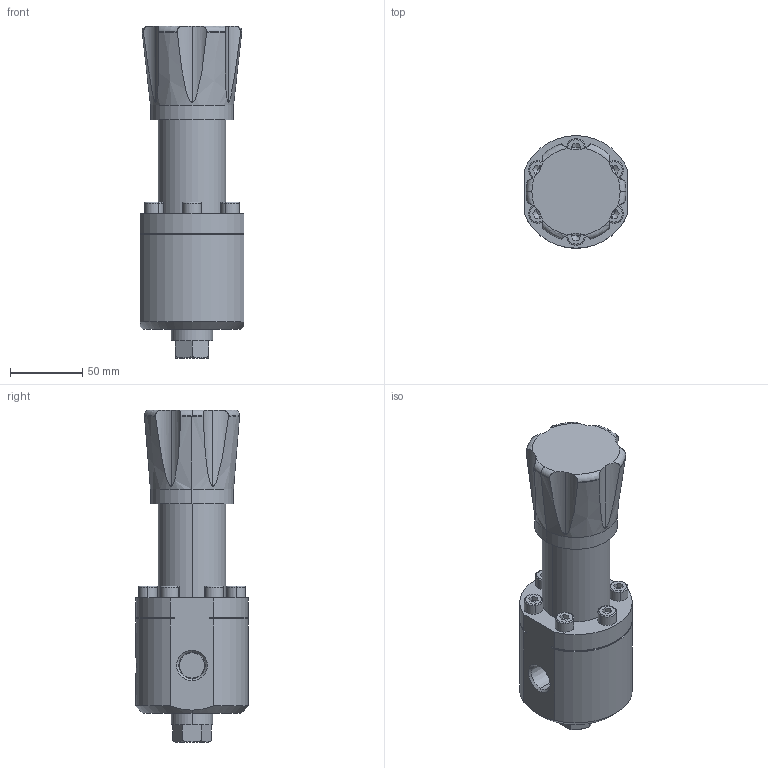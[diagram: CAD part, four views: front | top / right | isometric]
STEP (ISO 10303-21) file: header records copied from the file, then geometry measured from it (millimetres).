
FILE_DESCRIPTION(('starvars output'),'2;1');
FILE_NAME('cv20200121141021000058722.stp','14:10:22 2020/01/21',( 'Thomas Industrial Network Germany GmbH'),( 'Thomas Industrial Network Germany GmbH'),'unknown preprocess','ACIS' ,'unknown authorization');
FILE_SCHEMA(('CONFIG_CONTROL_DESIGN {UNKNOWN IMPLEMENTATION LEVEL}'));
Length unit declared in the file: millimetre
Products named in the file (1): PRODUCT_ID_1
Bounding box: 72 x 78 x 230.12 mm (x, y, z)
Volume: 681221.7 mm3; surface area: 59263.5 mm2
Topology: 1 solids, 1 shells, 168 faces, 410 edges, 252 vertices
Faces by surface type: plane 64, cone 38, cylinder 38, torus 28
Entity records: 4572 total; most frequent: CARTESIAN_POINT 1227, ORIENTED_EDGE 796, DIRECTION 532, EDGE_CURVE 398, VERTEX_POINT 252, EDGE_LOOP 188, FACE_BOUND 188, AXIS2_PLACEMENT_3D 186
